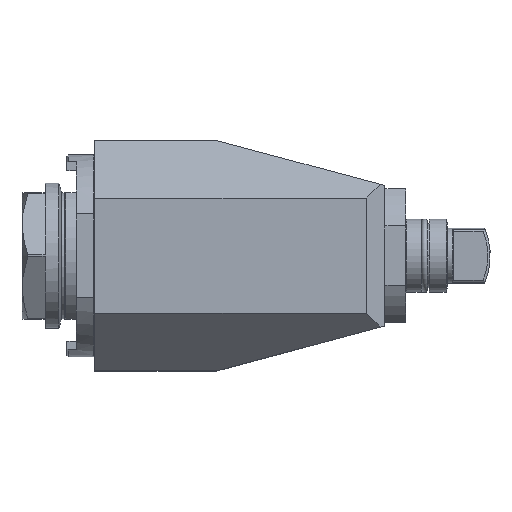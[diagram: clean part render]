
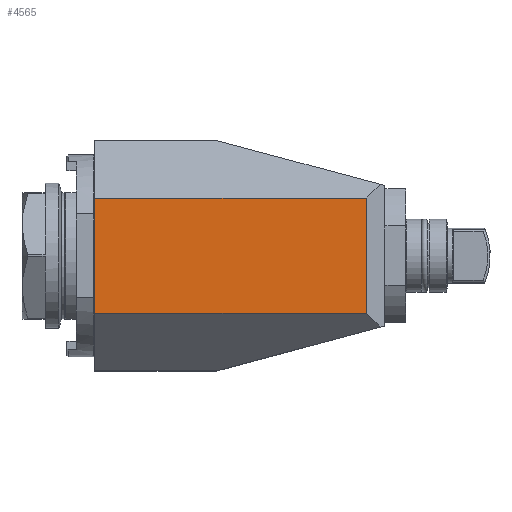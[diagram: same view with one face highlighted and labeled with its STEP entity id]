
A CAD part, top view. The second image highlights one B-rep face of the part: STEP entity #4565.
In plain terms, the highlighted planar face has unit normal (0, 0, 1).
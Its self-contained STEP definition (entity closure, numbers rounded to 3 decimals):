
#510=DIRECTION('',(0.,-1.,0.));
#511=VECTOR('',#510,50.);
#512=CARTESIAN_POINT('',(-45.,25.,40.));
#513=LINE('',#512,#511);
#1613=DIRECTION('',(0.,1.,0.));
#1614=VECTOR('',#1613,50.);
#1615=CARTESIAN_POINT('',(73.,-25.,40.));
#1616=LINE('',#1615,#1614);
#1617=DIRECTION('',(-1.,0.,0.));
#1618=VECTOR('',#1617,118.);
#1619=CARTESIAN_POINT('',(73.,-25.,40.));
#1620=LINE('',#1619,#1618);
#1621=DIRECTION('',(-1.,0.,0.));
#1622=VECTOR('',#1621,118.);
#1623=CARTESIAN_POINT('',(73.,25.,40.));
#1624=LINE('',#1623,#1622);
#2171=CARTESIAN_POINT('',(-45.,-25.,40.));
#2172=VERTEX_POINT('',#2171);
#2173=CARTESIAN_POINT('',(-45.,25.,40.));
#2174=VERTEX_POINT('',#2173);
#2175=CARTESIAN_POINT('',(73.,25.,40.));
#2177=VERTEX_POINT('',#2175);
#2185=CARTESIAN_POINT('',(73.,-25.,40.));
#2186=VERTEX_POINT('',#2185);
#4554=CARTESIAN_POINT('',(81.,50.,40.));
#4555=DIRECTION('',(0.,0.,1.));
#4556=DIRECTION('',(-1.,0.,0.));
#4557=AXIS2_PLACEMENT_3D('',#4554,#4555,#4556);
#4558=PLANE('',#4557);
#4559=ORIENTED_EDGE('',*,*,#3460,.F.);
#4560=ORIENTED_EDGE('',*,*,#3443,.T.);
#4561=ORIENTED_EDGE('',*,*,#3365,.F.);
#4562=ORIENTED_EDGE('',*,*,#4545,.F.);
#4563=EDGE_LOOP('',(#4559,#4560,#4561,#4562));
#4564=FACE_OUTER_BOUND('',#4563,.F.);
#4565=ADVANCED_FACE('',(#4564),#4558,.T.);
#3365=EDGE_CURVE('',#2174,#2172,#513,.T.);
#3443=EDGE_CURVE('',#2186,#2172,#1620,.T.);
#3460=EDGE_CURVE('',#2186,#2177,#1616,.T.);
#4545=EDGE_CURVE('',#2177,#2174,#1624,.T.);
